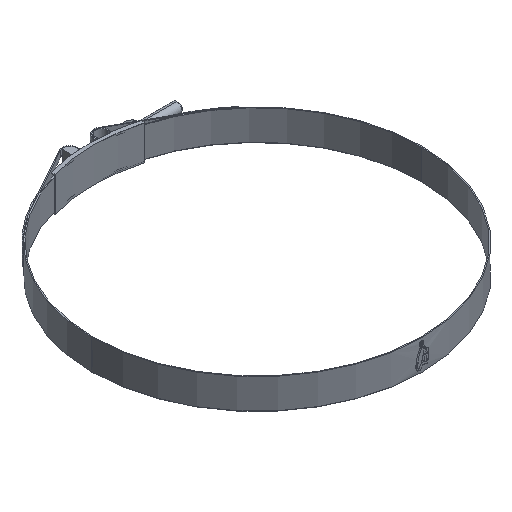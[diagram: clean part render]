
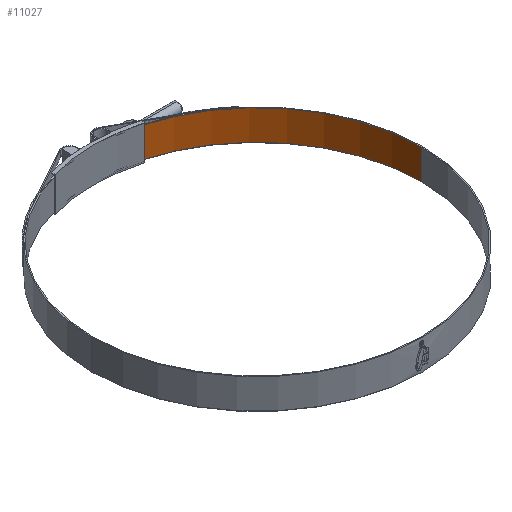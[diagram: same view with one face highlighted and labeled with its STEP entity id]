
A CAD part, isometric view. The second image highlights one B-rep face of the part: STEP entity #11027.
In plain terms, the highlighted cylindrical face has radius 104 mm (diameter 208 mm), a partial arc.
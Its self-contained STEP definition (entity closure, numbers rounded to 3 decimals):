
#185 = DIRECTION ( 'NONE',  ( 0., 0., -1. ) ) ;
#200 = EDGE_CURVE ( 'NONE', #5641, #1461, #9282, .T. ) ;
#289 = VECTOR ( 'NONE', #10868, 1000. ) ;
#506 = VERTEX_POINT ( 'NONE', #14006 ) ;
#1246 = DIRECTION ( 'NONE',  ( 0., 0., -1. ) ) ;
#1461 = VERTEX_POINT ( 'NONE', #3907 ) ;
#1488 = VECTOR ( 'NONE', #185, 1000. ) ;
#1583 = ORIENTED_EDGE ( 'NONE', *, *, #200, .F. ) ;
#1612 = CYLINDRICAL_SURFACE ( 'NONE', #11026, 104. ) ;
#1690 = EDGE_CURVE ( 'NONE', #1461, #506, #4052, .T. ) ;
#2398 = CARTESIAN_POINT ( 'NONE',  ( 0., 0., -9.525 ) ) ;
#3907 = CARTESIAN_POINT ( 'NONE',  ( 104., 0., 9.525 ) ) ;
#3960 = AXIS2_PLACEMENT_3D ( 'NONE', #9309, #8292, #12869 ) ;
#4052 = LINE ( 'NONE', #9696, #289 ) ;
#4738 = CARTESIAN_POINT ( 'NONE',  ( 9.541, 103.561, 9.525 ) ) ;
#5641 = VERTEX_POINT ( 'NONE', #9992 ) ;
#6210 = EDGE_CURVE ( 'NONE', #5641, #7625, #11201, .T. ) ;
#6630 = ORIENTED_EDGE ( 'NONE', *, *, #1690, .F. ) ;
#7625 = VERTEX_POINT ( 'NONE', #8047 ) ;
#7984 = ORIENTED_EDGE ( 'NONE', *, *, #11346, .T. ) ;
#8039 = FACE_OUTER_BOUND ( 'NONE', #9459, .T. ) ;
#8047 = CARTESIAN_POINT ( 'NONE',  ( 9.541, 103.561, -9.525 ) ) ;
#8107 = DIRECTION ( 'NONE',  ( 0., 0., -1. ) ) ;
#8188 = DIRECTION ( 'NONE',  ( -1., 0., 0. ) ) ;
#8292 = DIRECTION ( 'NONE',  ( 0., 0., -1. ) ) ;
#8477 = CIRCLE ( 'NONE', #13358, 104. ) ;
#9282 = CIRCLE ( 'NONE', #3960, 104. ) ;
#9309 = CARTESIAN_POINT ( 'NONE',  ( 0., 0., 9.525 ) ) ;
#9459 = EDGE_LOOP ( 'NONE', ( #6630, #1583, #11272, #7984 ) ) ;
#9696 = CARTESIAN_POINT ( 'NONE',  ( 104., 0., 9.525 ) ) ;
#9992 = CARTESIAN_POINT ( 'NONE',  ( 9.541, 103.561, 9.525 ) ) ;
#10431 = CARTESIAN_POINT ( 'NONE',  ( 0., 0., 9.525 ) ) ;
#10868 = DIRECTION ( 'NONE',  ( 0., 0., -1. ) ) ;
#11026 = AXIS2_PLACEMENT_3D ( 'NONE', #10431, #8107, #8188 ) ;
#11027 = ADVANCED_FACE ( 'NONE', ( #8039 ), #1612, .F. ) ;
#11201 = LINE ( 'NONE', #4738, #1488 ) ;
#11272 = ORIENTED_EDGE ( 'NONE', *, *, #6210, .T. ) ;
#11295 = DIRECTION ( 'NONE',  ( -1., 0., 0. ) ) ;
#11346 = EDGE_CURVE ( 'NONE', #7625, #506, #8477, .T. ) ;
#12869 = DIRECTION ( 'NONE',  ( -1., 0., 0. ) ) ;
#13358 = AXIS2_PLACEMENT_3D ( 'NONE', #2398, #1246, #11295 ) ;
#14006 = CARTESIAN_POINT ( 'NONE',  ( 104., 0., -9.525 ) ) ;
